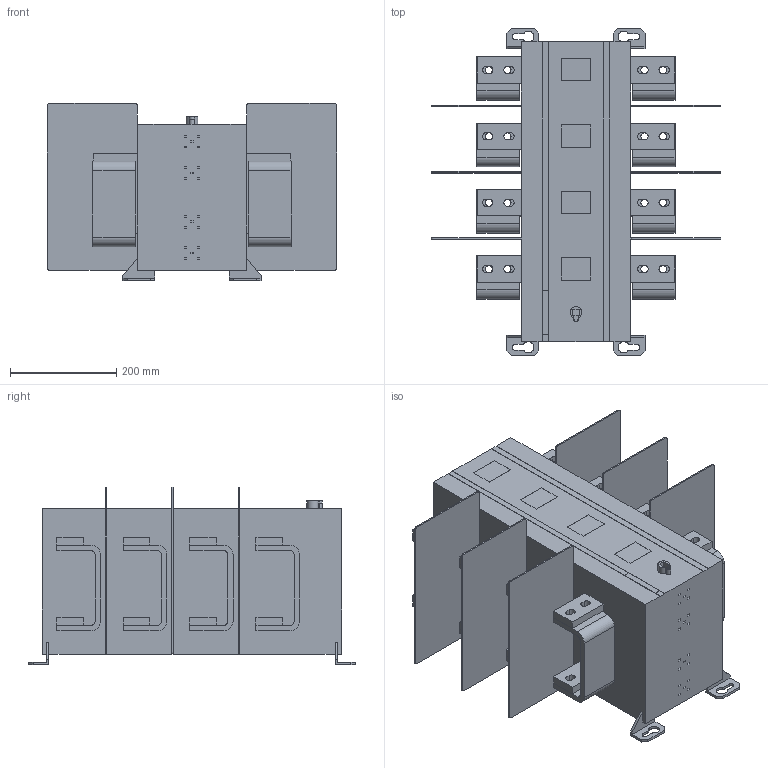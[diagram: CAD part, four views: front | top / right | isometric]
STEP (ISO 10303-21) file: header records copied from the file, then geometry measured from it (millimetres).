
FILE_DESCRIPTION((''),'2;1');
FILE_NAME('OT1600-2000U04','2024-06-10T07:14:49',('FIRARAN'),(''),'CREO PARAMETRIC BY PTC INC, 2022364','CREO PARAMETRIC BY PTC INC, 2022364','');
FILE_SCHEMA(('AUTOMOTIVE_DESIGN { 1 0 10303 214 1 1 1 1 }'));
Length unit declared in the file: millimetre
Products named in the file (1): OT1600-2000U04
Bounding box: 546 x 615 x 335 mm (x, y, z)
Volume: 35577888.7 mm3; surface area: 1850889.8 mm2
Topology: 1 solids, 1 shells, 770 faces, 2042 edges, 1320 vertices
Faces by surface type: plane 589, cylinder 181
Entity records: 29768 total; most frequent: CARTESIAN_POINT 4152, ORIENTED_EDGE 4084, DIRECTION 3970, EDGE_CURVE 2042, VECTOR 1683, LINE 1683, VERTEX_POINT 1320, AXIS2_PLACEMENT_3D 1142
